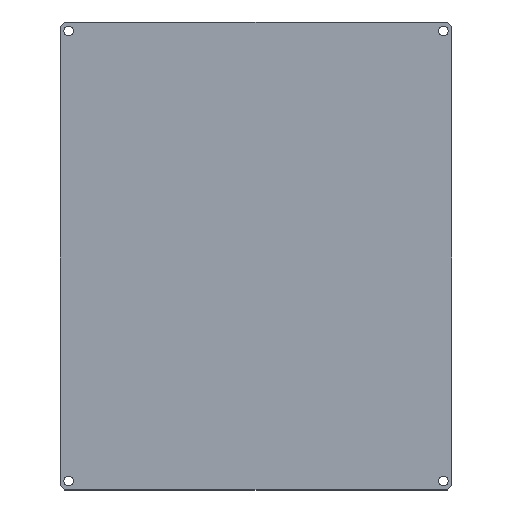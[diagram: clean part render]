
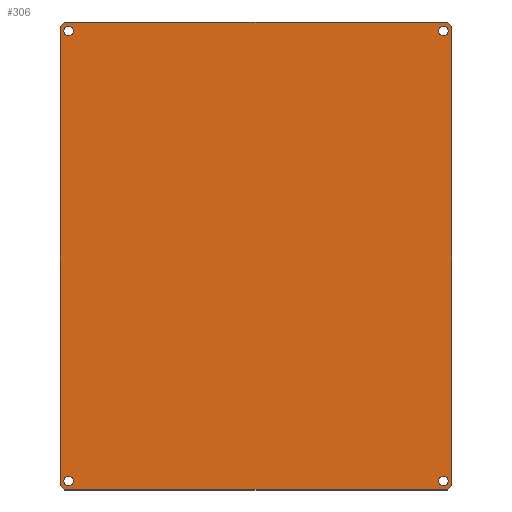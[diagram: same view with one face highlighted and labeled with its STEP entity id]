
A CAD part, top view. The second image highlights one B-rep face of the part: STEP entity #306.
In plain terms, the highlighted planar face has unit normal (0, 0, 1).
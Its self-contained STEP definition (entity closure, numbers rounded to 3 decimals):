
#1 = VERTEX_POINT ( 'NONE', #185 ) ;
#7 = FACE_BOUND ( 'NONE', #260, .T. ) ;
#10 = CARTESIAN_POINT ( 'NONE',  ( -123.15, -147.9, 2. ) ) ;
#12 = VERTEX_POINT ( 'NONE', #90 ) ;
#16 = AXIS2_PLACEMENT_3D ( 'NONE', #180, #140, #145 ) ;
#17 = AXIS2_PLACEMENT_3D ( 'NONE', #10, #403, #311 ) ;
#18 = ORIENTED_EDGE ( 'NONE', *, *, #498, .T. ) ;
#20 = ORIENTED_EDGE ( 'NONE', *, *, #138, .F. ) ;
#22 = VECTOR ( 'NONE', #36, 1000. ) ;
#24 = EDGE_CURVE ( 'NONE', #430, #265, #215, .T. ) ;
#27 = VERTEX_POINT ( 'NONE', #144 ) ;
#28 = DIRECTION ( 'NONE',  ( 0., 0., 1. ) ) ;
#29 = EDGE_CURVE ( 'NONE', #1, #568, #590, .T. ) ;
#33 = ORIENTED_EDGE ( 'NONE', *, *, #272, .T. ) ;
#36 = DIRECTION ( 'NONE',  ( 0.707, -0.707, 0. ) ) ;
#41 = DIRECTION ( 'NONE',  ( 0., 0., 1. ) ) ;
#47 = CARTESIAN_POINT ( 'NONE',  ( 119.975, 147.9, 2. ) ) ;
#48 = DIRECTION ( 'NONE',  ( 1., 0., 0. ) ) ;
#52 = CARTESIAN_POINT ( 'NONE',  ( -128.75, 150.75, 2. ) ) ;
#59 = CARTESIAN_POINT ( 'NONE',  ( 123.15, 147.9, 2. ) ) ;
#63 = VERTEX_POINT ( 'NONE', #248 ) ;
#65 = PLANE ( 'NONE',  #500 ) ;
#75 = CARTESIAN_POINT ( 'NONE',  ( 123.15, -147.9, 2. ) ) ;
#80 = AXIS2_PLACEMENT_3D ( 'NONE', #549, #110, #106 ) ;
#82 = ORIENTED_EDGE ( 'NONE', *, *, #223, .F. ) ;
#90 = CARTESIAN_POINT ( 'NONE',  ( -125.75, -153.75, 2. ) ) ;
#93 = EDGE_LOOP ( 'NONE', ( #479, #487 ) ) ;
#105 = VECTOR ( 'NONE', #328, 1000. ) ;
#106 = DIRECTION ( 'NONE',  ( 1., 0., 0. ) ) ;
#110 = DIRECTION ( 'NONE',  ( 0., 0., 1. ) ) ;
#112 = LINE ( 'NONE', #246, #499 ) ;
#119 = CARTESIAN_POINT ( 'NONE',  ( -279.5, 0., 2. ) ) ;
#122 = DIRECTION ( 'NONE',  ( 0., 0., 1. ) ) ;
#123 = ORIENTED_EDGE ( 'NONE', *, *, #125, .T. ) ;
#125 = EDGE_CURVE ( 'NONE', #12, #1, #112, .T. ) ;
#126 = CARTESIAN_POINT ( 'NONE',  ( -123.15, 147.9, 2. ) ) ;
#128 = DIRECTION ( 'NONE',  ( 1., 0., 0. ) ) ;
#134 = AXIS2_PLACEMENT_3D ( 'NONE', #126, #122, #220 ) ;
#135 = FACE_OUTER_BOUND ( 'NONE', #374, .T. ) ;
#138 = EDGE_CURVE ( 'NONE', #27, #409, #420, .T. ) ;
#140 = DIRECTION ( 'NONE',  ( 0., 0., 1. ) ) ;
#144 = CARTESIAN_POINT ( 'NONE',  ( -119.975, 147.9, 2. ) ) ;
#145 = DIRECTION ( 'NONE',  ( 1., 0., 0. ) ) ;
#148 = DIRECTION ( 'NONE',  ( -0.707, -0.707, 0. ) ) ;
#154 = AXIS2_PLACEMENT_3D ( 'NONE', #486, #41, #438 ) ;
#156 = CARTESIAN_POINT ( 'NONE',  ( 126.325, -147.9, 2. ) ) ;
#157 = VERTEX_POINT ( 'NONE', #52 ) ;
#159 = CIRCLE ( 'NONE', #17, 3.175 ) ;
#162 = ORIENTED_EDGE ( 'NONE', *, *, #600, .F. ) ;
#165 = AXIS2_PLACEMENT_3D ( 'NONE', #75, #28, #128 ) ;
#169 = CIRCLE ( 'NONE', #603, 3.175 ) ;
#170 = LINE ( 'NONE', #439, #216 ) ;
#171 = CARTESIAN_POINT ( 'NONE',  ( 119.975, -147.9, 2. ) ) ;
#178 = EDGE_CURVE ( 'NONE', #157, #373, #466, .T. ) ;
#179 = ORIENTED_EDGE ( 'NONE', *, *, #29, .T. ) ;
#180 = CARTESIAN_POINT ( 'NONE',  ( 123.15, 147.9, 2. ) ) ;
#185 = CARTESIAN_POINT ( 'NONE',  ( 125.75, -153.75, 2. ) ) ;
#186 = DIRECTION ( 'NONE',  ( 0.707, 0.707, 0. ) ) ;
#191 = EDGE_CURVE ( 'NONE', #514, #241, #197, .T. ) ;
#197 = CIRCLE ( 'NONE', #540, 3.175 ) ;
#198 = DIRECTION ( 'NONE',  ( 1., 0., 0. ) ) ;
#199 = VECTOR ( 'NONE', #186, 1000. ) ;
#204 = CARTESIAN_POINT ( 'NONE',  ( -128.75, 150.75, 2. ) ) ;
#212 = EDGE_CURVE ( 'NONE', #593, #602, #169, .T. ) ;
#215 = CIRCLE ( 'NONE', #154, 3.175 ) ;
#216 = VECTOR ( 'NONE', #148, 1000. ) ;
#220 = DIRECTION ( 'NONE',  ( 1., 0., 0. ) ) ;
#223 = EDGE_CURVE ( 'NONE', #241, #514, #159, .T. ) ;
#224 = ORIENTED_EDGE ( 'NONE', *, *, #357, .F. ) ;
#227 = CIRCLE ( 'NONE', #165, 3.175 ) ;
#241 = VERTEX_POINT ( 'NONE', #446 ) ;
#244 = FACE_BOUND ( 'NONE', #297, .T. ) ;
#246 = CARTESIAN_POINT ( 'NONE',  ( -125.75, -153.75, 2. ) ) ;
#248 = CARTESIAN_POINT ( 'NONE',  ( 125.75, 153.75, 2. ) ) ;
#256 = EDGE_CURVE ( 'NONE', #63, #397, #449, .T. ) ;
#260 = EDGE_LOOP ( 'NONE', ( #162, #528 ) ) ;
#264 = DIRECTION ( 'NONE',  ( -1., 0., 0. ) ) ;
#265 = VERTEX_POINT ( 'NONE', #156 ) ;
#272 = EDGE_CURVE ( 'NONE', #364, #63, #605, .T. ) ;
#274 = DIRECTION ( 'NONE',  ( -1., 0., 0. ) ) ;
#276 = CARTESIAN_POINT ( 'NONE',  ( 128.75, 150.75, 2. ) ) ;
#297 = EDGE_LOOP ( 'NONE', ( #82, #523 ) ) ;
#304 = DIRECTION ( 'NONE',  ( 0., 0., 1. ) ) ;
#306 = ADVANCED_FACE ( 'NONE', ( #332, #516, #135, #7, #244 ), #65, .F. ) ;
#308 = DIRECTION ( 'NONE',  ( 0., -1., 0. ) ) ;
#310 = LINE ( 'NONE', #276, #105 ) ;
#311 = DIRECTION ( 'NONE',  ( 1., 0., 0. ) ) ;
#315 = DIRECTION ( 'NONE',  ( 0., 0., -1. ) ) ;
#323 = CARTESIAN_POINT ( 'NONE',  ( 128.75, 150.75, 2. ) ) ;
#328 = DIRECTION ( 'NONE',  ( 0., 1., 0. ) ) ;
#332 = FACE_BOUND ( 'NONE', #93, .T. ) ;
#357 = EDGE_CURVE ( 'NONE', #409, #27, #579, .T. ) ;
#361 = CARTESIAN_POINT ( 'NONE',  ( 125.75, 153.75, 2. ) ) ;
#364 = VERTEX_POINT ( 'NONE', #323 ) ;
#373 = VERTEX_POINT ( 'NONE', #464 ) ;
#374 = EDGE_LOOP ( 'NONE', ( #447, #379, #572, #123, #179, #18, #33, #474 ) ) ;
#377 = CARTESIAN_POINT ( 'NONE',  ( -119.975, -147.9, 2. ) ) ;
#379 = ORIENTED_EDGE ( 'NONE', *, *, #178, .T. ) ;
#392 = EDGE_CURVE ( 'NONE', #265, #430, #227, .T. ) ;
#397 = VERTEX_POINT ( 'NONE', #609 ) ;
#400 = DIRECTION ( 'NONE',  ( 0., 0., 1. ) ) ;
#403 = DIRECTION ( 'NONE',  ( 0., 0., 1. ) ) ;
#409 = VERTEX_POINT ( 'NONE', #569 ) ;
#412 = CARTESIAN_POINT ( 'NONE',  ( -125.75, 153.75, 2. ) ) ;
#420 = CIRCLE ( 'NONE', #80, 3.175 ) ;
#425 = CARTESIAN_POINT ( 'NONE',  ( 128.75, -150.75, 2. ) ) ;
#430 = VERTEX_POINT ( 'NONE', #171 ) ;
#438 = DIRECTION ( 'NONE',  ( 1., 0., 0. ) ) ;
#439 = CARTESIAN_POINT ( 'NONE',  ( -128.75, 150.75, 2. ) ) ;
#444 = CARTESIAN_POINT ( 'NONE',  ( -128.75, -150.75, 2. ) ) ;
#446 = CARTESIAN_POINT ( 'NONE',  ( -126.325, -147.9, 2. ) ) ;
#447 = ORIENTED_EDGE ( 'NONE', *, *, #585, .T. ) ;
#449 = LINE ( 'NONE', #412, #614 ) ;
#464 = CARTESIAN_POINT ( 'NONE',  ( -128.75, -150.75, 2. ) ) ;
#466 = LINE ( 'NONE', #204, #573 ) ;
#468 = DIRECTION ( 'NONE',  ( -0.707, 0.707, 0. ) ) ;
#474 = ORIENTED_EDGE ( 'NONE', *, *, #256, .T. ) ;
#479 = ORIENTED_EDGE ( 'NONE', *, *, #24, .F. ) ;
#486 = CARTESIAN_POINT ( 'NONE',  ( 123.15, -147.9, 2. ) ) ;
#487 = ORIENTED_EDGE ( 'NONE', *, *, #392, .F. ) ;
#498 = EDGE_CURVE ( 'NONE', #568, #364, #310, .T. ) ;
#499 = VECTOR ( 'NONE', #48, 1000. ) ;
#500 = AXIS2_PLACEMENT_3D ( 'NONE', #119, #315, #264 ) ;
#501 = CIRCLE ( 'NONE', #16, 3.175 ) ;
#502 = DIRECTION ( 'NONE',  ( 1., 0., 0. ) ) ;
#514 = VERTEX_POINT ( 'NONE', #377 ) ;
#516 = FACE_BOUND ( 'NONE', #627, .T. ) ;
#523 = ORIENTED_EDGE ( 'NONE', *, *, #191, .F. ) ;
#528 = ORIENTED_EDGE ( 'NONE', *, *, #212, .F. ) ;
#540 = AXIS2_PLACEMENT_3D ( 'NONE', #595, #400, #502 ) ;
#541 = LINE ( 'NONE', #444, #22 ) ;
#549 = CARTESIAN_POINT ( 'NONE',  ( -123.15, 147.9, 2. ) ) ;
#568 = VERTEX_POINT ( 'NONE', #425 ) ;
#569 = CARTESIAN_POINT ( 'NONE',  ( -126.325, 147.9, 2. ) ) ;
#572 = ORIENTED_EDGE ( 'NONE', *, *, #619, .T. ) ;
#573 = VECTOR ( 'NONE', #308, 1000. ) ;
#577 = CARTESIAN_POINT ( 'NONE',  ( 128.75, -150.75, 2. ) ) ;
#579 = CIRCLE ( 'NONE', #134, 3.175 ) ;
#583 = CARTESIAN_POINT ( 'NONE',  ( 126.325, 147.9, 2. ) ) ;
#585 = EDGE_CURVE ( 'NONE', #397, #157, #170, .T. ) ;
#590 = LINE ( 'NONE', #577, #199 ) ;
#593 = VERTEX_POINT ( 'NONE', #583 ) ;
#595 = CARTESIAN_POINT ( 'NONE',  ( -123.15, -147.9, 2. ) ) ;
#600 = EDGE_CURVE ( 'NONE', #602, #593, #501, .T. ) ;
#602 = VERTEX_POINT ( 'NONE', #47 ) ;
#603 = AXIS2_PLACEMENT_3D ( 'NONE', #59, #304, #198 ) ;
#605 = LINE ( 'NONE', #361, #620 ) ;
#609 = CARTESIAN_POINT ( 'NONE',  ( -125.75, 153.75, 2. ) ) ;
#614 = VECTOR ( 'NONE', #274, 1000. ) ;
#619 = EDGE_CURVE ( 'NONE', #373, #12, #541, .T. ) ;
#620 = VECTOR ( 'NONE', #468, 1000. ) ;
#627 = EDGE_LOOP ( 'NONE', ( #224, #20 ) ) ;
